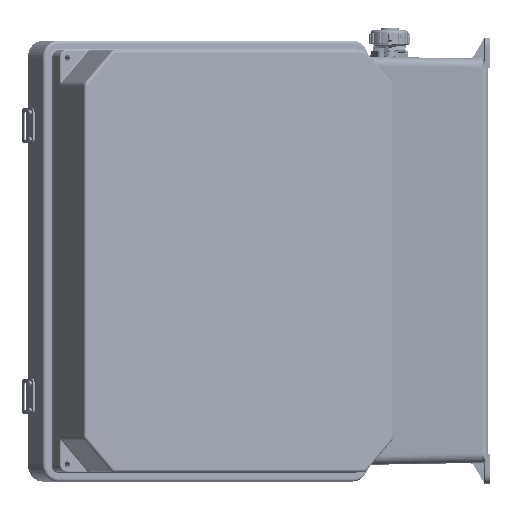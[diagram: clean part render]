
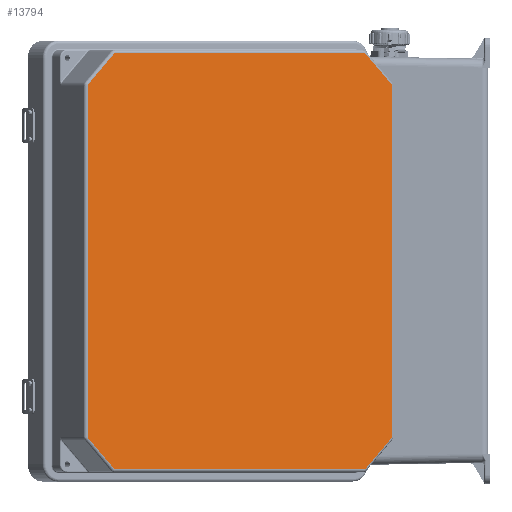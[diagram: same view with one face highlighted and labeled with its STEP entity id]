
A CAD part, left-side view. The second image highlights one B-rep face of the part: STEP entity #13794.
In plain terms, the highlighted face is planar.
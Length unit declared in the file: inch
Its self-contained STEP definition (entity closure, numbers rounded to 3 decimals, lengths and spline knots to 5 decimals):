
#263 = CARTESIAN_POINT ( 'NONE',  ( -6.23622, 3.24803, -7.65748 ) ) ;
#425 = ORIENTED_EDGE ( 'NONE', *, *, #96291, .F. ) ;
#1446 = ORIENTED_EDGE ( 'NONE', *, *, #54777, .F. ) ;
#2128 = CARTESIAN_POINT ( 'NONE',  ( 5.09763, 3.24803, -0.5 ) ) ;
#2143 = EDGE_CURVE ( 'NONE', #14365, #15746, #33562, .T. ) ;
#2730 = DIRECTION ( 'NONE',  ( 0., -1., 0. ) ) ;
#3133 = CIRCLE ( 'NONE', #15811, 0.07874 ) ;
#4065 = EDGE_CURVE ( 'NONE', #41363, #35357, #70983, .T. ) ;
#4569 = DIRECTION ( 'NONE',  ( -0.707, 0., -0.707 ) ) ;
#5689 = CARTESIAN_POINT ( 'NONE',  ( -5.09763, 3.24803, -14.8937 ) ) ;
#6613 = VERTEX_POINT ( 'NONE', #87144 ) ;
#6742 = CARTESIAN_POINT ( 'NONE',  ( 6.21316, 3.24803, -1.50418 ) ) ;
#7288 = DIRECTION ( 'NONE',  ( 1., 0., 0. ) ) ;
#7557 = CARTESIAN_POINT ( 'NONE',  ( -5.09763, 3.24803, -14.81496 ) ) ;
#9365 = DIRECTION ( 'NONE',  ( 0., -1., 0. ) ) ;
#9605 = VERTEX_POINT ( 'NONE', #27958 ) ;
#9708 = AXIS2_PLACEMENT_3D ( 'NONE', #43366, #88100, #96054 ) ;
#11657 = CARTESIAN_POINT ( 'NONE',  ( 5.09763, 3.24803, -14.81496 ) ) ;
#12173 = ORIENTED_EDGE ( 'NONE', *, *, #90131, .T. ) ;
#12905 = DIRECTION ( 'NONE',  ( 1., 0., 0. ) ) ;
#13426 = CIRCLE ( 'NONE', #68867, 0.07874 ) ;
#13463 = PLANE ( 'NONE',  #88898 ) ;
#13794 = ADVANCED_FACE ( 'NONE', ( #83398 ), #13463, .T. ) ;
#14365 = VERTEX_POINT ( 'NONE', #48305 ) ;
#15313 = DIRECTION ( 'NONE',  ( -0.707, 0., 0.707 ) ) ;
#15746 = VERTEX_POINT ( 'NONE', #37487 ) ;
#15811 = AXIS2_PLACEMENT_3D ( 'NONE', #43267, #74086, #67110 ) ;
#16192 = AXIS2_PLACEMENT_3D ( 'NONE', #79743, #41957, #57365 ) ;
#17585 = LINE ( 'NONE', #263, #29446 ) ;
#18222 = ORIENTED_EDGE ( 'NONE', *, *, #89736, .F. ) ;
#18876 = LINE ( 'NONE', #27322, #57066 ) ;
#18992 = LINE ( 'NONE', #94937, #73573 ) ;
#19213 = VECTOR ( 'NONE', #43424, 39.37008 ) ;
#19690 = CARTESIAN_POINT ( 'NONE',  ( -5.1533, 3.24803, -14.87064 ) ) ;
#20389 = VERTEX_POINT ( 'NONE', #28908 ) ;
#21409 = DIRECTION ( 'NONE',  ( 0., 0., 1. ) ) ;
#21841 = ORIENTED_EDGE ( 'NONE', *, *, #2143, .T. ) ;
#23260 = VECTOR ( 'NONE', #7288, 39.37008 ) ;
#27322 = CARTESIAN_POINT ( 'NONE',  ( 5.09763, 3.24803, -0.42126 ) ) ;
#27958 = CARTESIAN_POINT ( 'NONE',  ( 6.23622, 3.24803, -13.75511 ) ) ;
#28908 = CARTESIAN_POINT ( 'NONE',  ( 5.09763, 3.24803, -0.42126 ) ) ;
#29446 = VECTOR ( 'NONE', #46317, 39.37008 ) ;
#29536 = VERTEX_POINT ( 'NONE', #38902 ) ;
#30303 = ORIENTED_EDGE ( 'NONE', *, *, #53980, .T. ) ;
#31854 = CARTESIAN_POINT ( 'NONE',  ( -5.1533, 3.24803, -0.44432 ) ) ;
#32475 = DIRECTION ( 'NONE',  ( 0.707, 0., 0.707 ) ) ;
#33308 = EDGE_CURVE ( 'NONE', #97061, #63737, #38116, .T. ) ;
#33562 = CIRCLE ( 'NONE', #16192, 0.07874 ) ;
#34592 = ORIENTED_EDGE ( 'NONE', *, *, #49734, .F. ) ;
#35357 = VERTEX_POINT ( 'NONE', #31854 ) ;
#37240 = DIRECTION ( 'NONE',  ( 0., 0., -1. ) ) ;
#37437 = EDGE_CURVE ( 'NONE', #72056, #83038, #17585, .T. ) ;
#37487 = CARTESIAN_POINT ( 'NONE',  ( 6.23622, 3.24803, -1.55985 ) ) ;
#37792 = DIRECTION ( 'NONE',  ( 0., 1., 0. ) ) ;
#38116 = LINE ( 'NONE', #76833, #47892 ) ;
#38902 = CARTESIAN_POINT ( 'NONE',  ( 5.1533, 3.24803, -0.44432 ) ) ;
#39107 = DIRECTION ( 'NONE',  ( 0., 0., 1. ) ) ;
#39779 = ORIENTED_EDGE ( 'NONE', *, *, #87850, .F. ) ;
#40264 = CARTESIAN_POINT ( 'NONE',  ( -5.09763, 3.24803, -0.42126 ) ) ;
#40389 = LINE ( 'NONE', #63246, #57243 ) ;
#40519 = CIRCLE ( 'NONE', #61143, 0.07874 ) ;
#40551 = ORIENTED_EDGE ( 'NONE', *, *, #33308, .T. ) ;
#40554 = ORIENTED_EDGE ( 'NONE', *, *, #90383, .T. ) ;
#41363 = VERTEX_POINT ( 'NONE', #40264 ) ;
#41721 = CARTESIAN_POINT ( 'NONE',  ( -6.23622, 3.24803, -13.75511 ) ) ;
#41957 = DIRECTION ( 'NONE',  ( 0., 1., 0. ) ) ;
#42133 = CARTESIAN_POINT ( 'NONE',  ( 5.1533, 3.24803, -14.87064 ) ) ;
#43267 = CARTESIAN_POINT ( 'NONE',  ( -6.15748, 3.24803, -1.55985 ) ) ;
#43366 = CARTESIAN_POINT ( 'NONE',  ( 6.15748, 3.24803, -13.75511 ) ) ;
#43424 = DIRECTION ( 'NONE',  ( 0.707, 0., -0.707 ) ) ;
#44133 = VERTEX_POINT ( 'NONE', #97166 ) ;
#44607 = AXIS2_PLACEMENT_3D ( 'NONE', #2128, #48189, #77565 ) ;
#44676 = CIRCLE ( 'NONE', #44607, 0.07874 ) ;
#44950 = CARTESIAN_POINT ( 'NONE',  ( 5.09763, 3.24803, -14.8937 ) ) ;
#46317 = DIRECTION ( 'NONE',  ( 0., 0., -1. ) ) ;
#47565 = EDGE_CURVE ( 'NONE', #15746, #9605, #18992, .T. ) ;
#47892 = VECTOR ( 'NONE', #15313, 39.37008 ) ;
#48189 = DIRECTION ( 'NONE',  ( 0., 1., 0. ) ) ;
#48305 = CARTESIAN_POINT ( 'NONE',  ( 6.21316, 3.24803, -1.50418 ) ) ;
#49734 = EDGE_CURVE ( 'NONE', #64852, #44133, #82248, .T. ) ;
#50519 = VECTOR ( 'NONE', #4569, 39.37008 ) ;
#50720 = DIRECTION ( 'NONE',  ( 0., 0., -1. ) ) ;
#50877 = LINE ( 'NONE', #6742, #19213 ) ;
#53980 = EDGE_CURVE ( 'NONE', #41363, #20389, #18876, .T. ) ;
#54485 = CARTESIAN_POINT ( 'NONE',  ( -5.09763, 3.24803, -0.5 ) ) ;
#54777 = EDGE_CURVE ( 'NONE', #6613, #9605, #55566, .T. ) ;
#55566 = CIRCLE ( 'NONE', #9708, 0.07874 ) ;
#55792 = DIRECTION ( 'NONE',  ( 0., 0., -1. ) ) ;
#56173 = DIRECTION ( 'NONE',  ( 0., 0., -1. ) ) ;
#57066 = VECTOR ( 'NONE', #12905, 39.37008 ) ;
#57243 = VECTOR ( 'NONE', #32475, 39.37008 ) ;
#57365 = DIRECTION ( 'NONE',  ( 0., 0., 1. ) ) ;
#57635 = LINE ( 'NONE', #88937, #50519 ) ;
#57715 = CARTESIAN_POINT ( 'NONE',  ( -6.21316, 3.24803, -13.81078 ) ) ;
#60003 = ORIENTED_EDGE ( 'NONE', *, *, #37437, .F. ) ;
#60047 = DIRECTION ( 'NONE',  ( 0., 1., 0. ) ) ;
#60426 = VERTEX_POINT ( 'NONE', #85994 ) ;
#61143 = AXIS2_PLACEMENT_3D ( 'NONE', #7557, #37792, #50720 ) ;
#61521 = ORIENTED_EDGE ( 'NONE', *, *, #62388, .T. ) ;
#62000 = CARTESIAN_POINT ( 'NONE',  ( -6.23622, 3.24803, -1.55985 ) ) ;
#62388 = EDGE_CURVE ( 'NONE', #64852, #97061, #40519, .T. ) ;
#63246 = CARTESIAN_POINT ( 'NONE',  ( 6.21316, 3.24803, -13.81078 ) ) ;
#63737 = VERTEX_POINT ( 'NONE', #57715 ) ;
#64852 = VERTEX_POINT ( 'NONE', #5689 ) ;
#65375 = ORIENTED_EDGE ( 'NONE', *, *, #47565, .T. ) ;
#65648 = VERTEX_POINT ( 'NONE', #42133 ) ;
#66180 = AXIS2_PLACEMENT_3D ( 'NONE', #54485, #9365, #39107 ) ;
#67110 = DIRECTION ( 'NONE',  ( 0., 0., 1. ) ) ;
#67580 = ORIENTED_EDGE ( 'NONE', *, *, #70243, .T. ) ;
#67925 = AXIS2_PLACEMENT_3D ( 'NONE', #11657, #2730, #55792 ) ;
#68867 = AXIS2_PLACEMENT_3D ( 'NONE', #75013, #84412, #37240 ) ;
#70243 = EDGE_CURVE ( 'NONE', #29536, #14365, #50877, .T. ) ;
#70983 = CIRCLE ( 'NONE', #66180, 0.07874 ) ;
#72056 = VERTEX_POINT ( 'NONE', #62000 ) ;
#73573 = VECTOR ( 'NONE', #56173, 39.37008 ) ;
#74086 = DIRECTION ( 'NONE',  ( 0., -1., 0. ) ) ;
#74516 = CARTESIAN_POINT ( 'NONE',  ( 0., 3.24803, -0.32283 ) ) ;
#75013 = CARTESIAN_POINT ( 'NONE',  ( -6.15748, 3.24803, -13.75511 ) ) ;
#76833 = CARTESIAN_POINT ( 'NONE',  ( -6.21316, 3.24803, -13.81078 ) ) ;
#77565 = DIRECTION ( 'NONE',  ( 0., 0., 1. ) ) ;
#79743 = CARTESIAN_POINT ( 'NONE',  ( 6.15748, 3.24803, -1.55985 ) ) ;
#82248 = LINE ( 'NONE', #44950, #23260 ) ;
#83038 = VERTEX_POINT ( 'NONE', #41721 ) ;
#83398 = FACE_OUTER_BOUND ( 'NONE', #94341, .T. ) ;
#84412 = DIRECTION ( 'NONE',  ( 0., 1., 0. ) ) ;
#85994 = CARTESIAN_POINT ( 'NONE',  ( -6.21316, 3.24803, -1.50418 ) ) ;
#87144 = CARTESIAN_POINT ( 'NONE',  ( 6.21316, 3.24803, -13.81078 ) ) ;
#87850 = EDGE_CURVE ( 'NONE', #44133, #65648, #98052, .T. ) ;
#88100 = DIRECTION ( 'NONE',  ( 0., -1., 0. ) ) ;
#88352 = EDGE_CURVE ( 'NONE', #35357, #60426, #57635, .T. ) ;
#88898 = AXIS2_PLACEMENT_3D ( 'NONE', #74516, #60047, #21409 ) ;
#88937 = CARTESIAN_POINT ( 'NONE',  ( -6.21316, 3.24803, -1.50418 ) ) ;
#89736 = EDGE_CURVE ( 'NONE', #65648, #6613, #40389, .T. ) ;
#90131 = EDGE_CURVE ( 'NONE', #20389, #29536, #44676, .T. ) ;
#90383 = EDGE_CURVE ( 'NONE', #63737, #83038, #13426, .T. ) ;
#93799 = ORIENTED_EDGE ( 'NONE', *, *, #4065, .F. ) ;
#94341 = EDGE_LOOP ( 'NONE', ( #21841, #65375, #1446, #18222, #39779, #34592, #61521, #40551, #40554, #60003, #425, #95524, #93799, #30303, #12173, #67580 ) ) ;
#94937 = CARTESIAN_POINT ( 'NONE',  ( 6.23622, 3.24803, -7.65748 ) ) ;
#95524 = ORIENTED_EDGE ( 'NONE', *, *, #88352, .F. ) ;
#96054 = DIRECTION ( 'NONE',  ( 0., 0., -1. ) ) ;
#96291 = EDGE_CURVE ( 'NONE', #60426, #72056, #3133, .T. ) ;
#97061 = VERTEX_POINT ( 'NONE', #19690 ) ;
#97166 = CARTESIAN_POINT ( 'NONE',  ( 5.09763, 3.24803, -14.8937 ) ) ;
#98052 = CIRCLE ( 'NONE', #67925, 0.07874 ) ;
